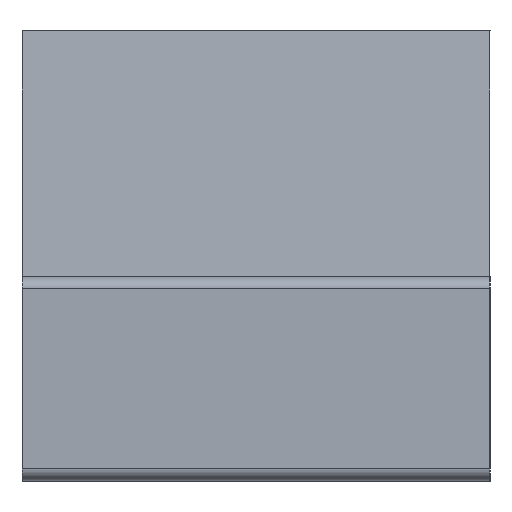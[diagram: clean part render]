
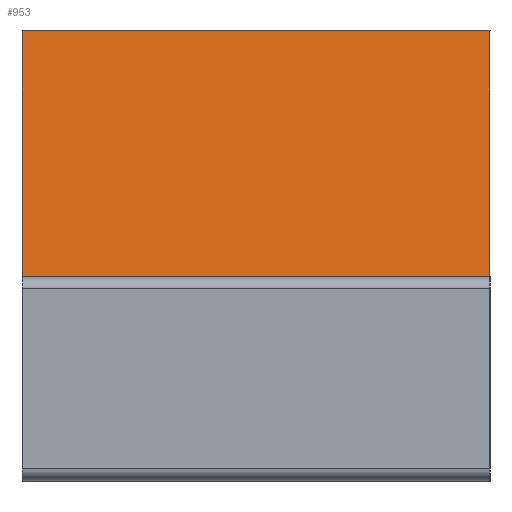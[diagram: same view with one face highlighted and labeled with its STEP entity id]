
A CAD part, left-side view. The second image highlights one B-rep face of the part: STEP entity #953.
In plain terms, the highlighted planar face has unit normal (-0.994, 0, 0.113).
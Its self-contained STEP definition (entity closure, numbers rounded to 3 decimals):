
#40=FACE_OUTER_BOUND('',#90,.T.);
#90=EDGE_LOOP('',(#597,#598,#599,#600,#601,#602));
#140=LINE('',#1313,#257);
#144=LINE('',#1322,#261);
#145=LINE('',#1324,#262);
#146=LINE('',#1325,#263);
#147=LINE('',#1327,#264);
#148=LINE('',#1328,#265);
#257=VECTOR('',#1078,0.702);
#261=VECTOR('',#1084,1.);
#262=VECTOR('',#1085,1.);
#263=VECTOR('',#1086,1.);
#264=VECTOR('',#1087,1.);
#265=VECTOR('',#1088,0.702);
#374=VERTEX_POINT('',#1311);
#375=VERTEX_POINT('',#1312);
#378=VERTEX_POINT('',#1320);
#379=VERTEX_POINT('',#1321);
#380=VERTEX_POINT('',#1323);
#381=VERTEX_POINT('',#1326);
#460=EDGE_CURVE('',#374,#375,#140,.T.);
#464=EDGE_CURVE('',#378,#379,#144,.T.);
#465=EDGE_CURVE('',#380,#379,#145,.T.);
#466=EDGE_CURVE('',#380,#374,#146,.T.);
#467=EDGE_CURVE('',#381,#375,#147,.T.);
#468=EDGE_CURVE('',#378,#381,#148,.T.);
#597=ORIENTED_EDGE('',*,*,#464,.T.);
#598=ORIENTED_EDGE('',*,*,#465,.F.);
#599=ORIENTED_EDGE('',*,*,#466,.T.);
#600=ORIENTED_EDGE('',*,*,#460,.T.);
#601=ORIENTED_EDGE('',*,*,#467,.F.);
#602=ORIENTED_EDGE('',*,*,#468,.F.);
#860=PLANE('',#1017);
#953=ADVANCED_FACE('',(#40),#860,.T.);
#1017=AXIS2_PLACEMENT_3D('',#1319,#1082,#1083);
#1078=DIRECTION('',(0.113,0.,0.994));
#1082=DIRECTION('center_axis',(-0.994,0.,0.113));
#1083=DIRECTION('ref_axis',(0.113,0.,0.994));
#1084=DIRECTION('',(0.,-1.,0.));
#1085=DIRECTION('',(0.,1.,0.));
#1086=DIRECTION('',(0.,-1.,0.));
#1087=DIRECTION('',(0.,-1.,0.));
#1088=DIRECTION('',(0.113,0.,0.994));
#1311=CARTESIAN_POINT('',(-0.5,-0.4,0.33));
#1312=CARTESIAN_POINT('',(-0.45,-0.4,0.771));
#1313=CARTESIAN_POINT('',(-0.5,-0.4,0.33));
#1319=CARTESIAN_POINT('Origin',(-0.5,0.4,0.33));
#1320=CARTESIAN_POINT('',(-0.5,0.4,0.33));
#1321=CARTESIAN_POINT('',(-0.5,0.3,0.33));
#1322=CARTESIAN_POINT('',(-0.5,0.4,0.33));
#1323=CARTESIAN_POINT('',(-0.5,-0.3,0.33));
#1324=CARTESIAN_POINT('',(-0.5,-0.4,0.33));
#1325=CARTESIAN_POINT('',(-0.5,0.4,0.33));
#1326=CARTESIAN_POINT('',(-0.45,0.4,0.771));
#1327=CARTESIAN_POINT('',(-0.45,0.4,0.771));
#1328=CARTESIAN_POINT('',(-0.5,0.4,0.33));
